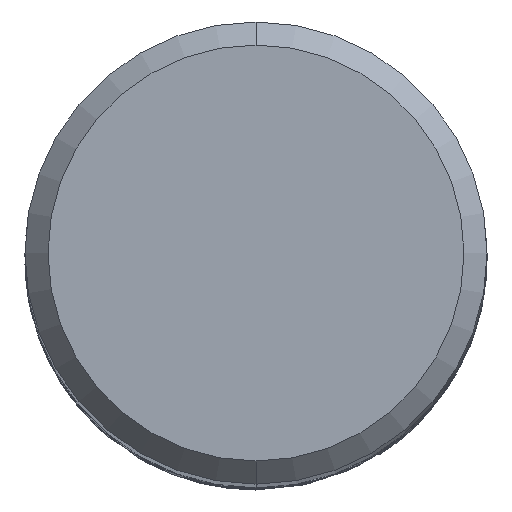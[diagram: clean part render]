
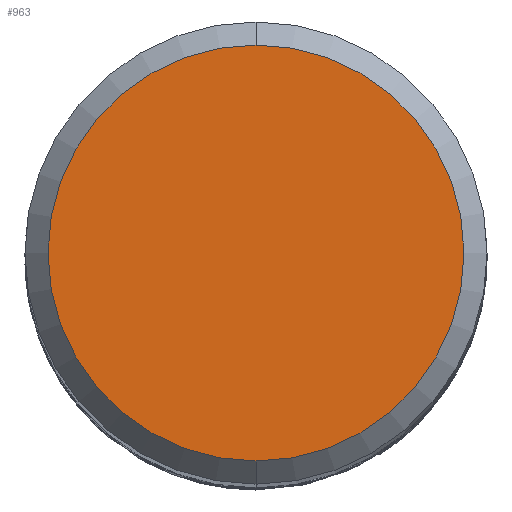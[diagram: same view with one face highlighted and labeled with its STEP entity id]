
A CAD part, top view. The second image highlights one B-rep face of the part: STEP entity #963.
In plain terms, the highlighted planar face has unit normal (0, 0, 1).
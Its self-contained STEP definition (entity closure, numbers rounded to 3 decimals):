
#747=EDGE_CURVE('',#829,#873,#1757,.T.);
#829=VERTEX_POINT('',#1848);
#873=VERTEX_POINT('',#1892);
#963=ADVANCED_FACE('',(#1991),#1992,.T.);
#1371=EDGE_CURVE('',#873,#829,#2438,.T.);
#1757=CIRCLE('',#6095,4.5);
#1848=CARTESIAN_POINT('',(0.,-4.5,0.0));
#1892=CARTESIAN_POINT('',(0.0,4.5,0.0));
#1991=FACE_OUTER_BOUND('',#10153,.T.);
#1992=PLANE('',#10154);
#2438=CIRCLE('',#16541,4.5);
#6095=AXIS2_PLACEMENT_3D('',#18474,#18475,#18476);
#10153=EDGE_LOOP('',(#18695,#18696));
#10154=AXIS2_PLACEMENT_3D('',#18697,#18698,#18699);
#16541=AXIS2_PLACEMENT_3D('',#19146,#19147,#19148);
#18474=CARTESIAN_POINT('',(0.0,0.0,0.0));
#18475=DIRECTION('',(0.0,0.0,-1.0));
#18476=DIRECTION('',(0.0,1.0,0.0));
#18695=ORIENTED_EDGE('',*,*,#1371,.F.);
#18696=ORIENTED_EDGE('',*,*,#747,.F.);
#18697=CARTESIAN_POINT('',(0.0,2.25,0.0));
#18698=DIRECTION('',(-0.0,0.0,1.0));
#18699=DIRECTION('',(0.0,-1.0,0.0));
#19146=CARTESIAN_POINT('',(0.0,0.0,0.0));
#19147=DIRECTION('',(0.0,0.0,-1.0));
#19148=DIRECTION('',(0.0,1.0,0.0));
